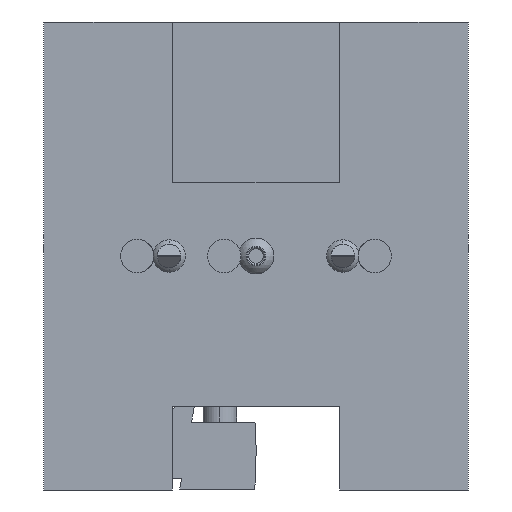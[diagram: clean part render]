
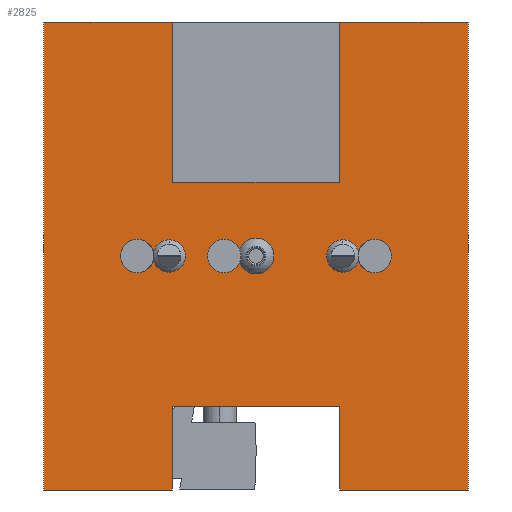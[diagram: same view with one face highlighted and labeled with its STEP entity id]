
A CAD part, left-side view. The second image highlights one B-rep face of the part: STEP entity #2825.
In plain terms, the highlighted planar face has unit normal (-1, 0, 0).
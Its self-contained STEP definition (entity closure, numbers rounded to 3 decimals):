
#132=CARTESIAN_POINT('',(-90.,-24.6,22.4));
#133=DIRECTION('',(1.,0.,0.));
#134=DIRECTION('',(0.,-1.,0.));
#135=AXIS2_PLACEMENT_3D('',#132,#133,#134);
#155=DIRECTION('',(0.,0.,-1.));
#156=VECTOR('',#155,47.6);
#157=CARTESIAN_POINT('',(-90.,25.,70.));
#158=LINE('',#157,#156);
#159=DIRECTION('',(0.,1.,0.));
#160=VECTOR('',#159,49.2);
#161=CARTESIAN_POINT('',(-90.,-24.6,22.));
#162=LINE('',#161,#160);
#163=DIRECTION('',(0.,0.,-1.));
#164=VECTOR('',#163,47.6);
#165=CARTESIAN_POINT('',(-90.,-25.,70.));
#166=LINE('',#165,#164);
#167=DIRECTION('',(0.,-1.,0.));
#168=VECTOR('',#167,38.5);
#169=CARTESIAN_POINT('',(-90.,-25.,70.));
#170=LINE('',#169,#168);
#171=DIRECTION('',(0.,0.,-1.));
#172=VECTOR('',#171,140.);
#173=CARTESIAN_POINT('',(-90.,-63.5,70.));
#174=LINE('',#173,#172);
#175=DIRECTION('',(0.,1.,0.));
#176=VECTOR('',#175,38.5);
#177=CARTESIAN_POINT('',(-90.,-63.5,-70.));
#178=LINE('',#177,#176);
#179=DIRECTION('',(0.,0.,1.));
#180=VECTOR('',#179,25.);
#181=CARTESIAN_POINT('',(-90.,-25.,-70.));
#182=LINE('',#181,#180);
#183=DIRECTION('',(0.,-1.,0.));
#184=VECTOR('',#183,50.);
#185=CARTESIAN_POINT('',(-90.,25.,-45.));
#186=LINE('',#185,#184);
#187=DIRECTION('',(0.,0.,1.));
#188=VECTOR('',#187,25.);
#189=CARTESIAN_POINT('',(-90.,25.,-70.));
#190=LINE('',#189,#188);
#191=DIRECTION('',(0.,1.,0.));
#192=VECTOR('',#191,38.5);
#193=CARTESIAN_POINT('',(-90.,25.,-70.));
#194=LINE('',#193,#192);
#195=DIRECTION('',(0.,-1.,0.));
#196=VECTOR('',#195,38.5);
#197=CARTESIAN_POINT('',(-90.,63.5,70.));
#198=LINE('',#197,#196);
#199=CARTESIAN_POINT('',(-90.,0.,0.));
#200=DIRECTION('',(-1.,0.,0.));
#201=DIRECTION('',(0.,-1.,0.));
#202=AXIS2_PLACEMENT_3D('',#199,#200,#201);
#204=CARTESIAN_POINT('',(-90.,0.,0.));
#205=DIRECTION('',(-1.,0.,0.));
#206=DIRECTION('',(0.,1.,0.));
#207=AXIS2_PLACEMENT_3D('',#204,#205,#206);
#209=CARTESIAN_POINT('',(-90.,26.,0.));
#210=DIRECTION('',(1.,0.,0.));
#211=DIRECTION('',(0.,0.,-1.));
#212=AXIS2_PLACEMENT_3D('',#209,#210,#211);
#214=CARTESIAN_POINT('',(-90.,26.,0.));
#215=DIRECTION('',(1.,0.,0.));
#216=DIRECTION('',(0.,0.,1.));
#217=AXIS2_PLACEMENT_3D('',#214,#215,#216);
#219=CARTESIAN_POINT('',(-90.,26.,0.));
#220=DIRECTION('',(1.,0.,0.));
#221=DIRECTION('',(0.,0.964,0.267));
#222=AXIS2_PLACEMENT_3D('',#219,#220,#221);
#224=CARTESIAN_POINT('',(-90.,9.5,0.));
#225=DIRECTION('',(1.,0.,0.));
#226=DIRECTION('',(0.,0.,-1.));
#227=AXIS2_PLACEMENT_3D('',#224,#225,#226);
#229=CARTESIAN_POINT('',(-90.,9.5,0.));
#230=DIRECTION('',(1.,0.,0.));
#231=DIRECTION('',(0.,0.,1.));
#232=AXIS2_PLACEMENT_3D('',#229,#230,#231);
#234=CARTESIAN_POINT('',(-90.,-26.,0.));
#235=DIRECTION('',(1.,0.,0.));
#236=DIRECTION('',(0.,0.,1.));
#237=AXIS2_PLACEMENT_3D('',#234,#235,#236);
#239=CARTESIAN_POINT('',(-90.,-26.,0.));
#240=DIRECTION('',(1.,0.,0.));
#241=DIRECTION('',(0.,0.,-1.));
#242=AXIS2_PLACEMENT_3D('',#239,#240,#241);
#244=CARTESIAN_POINT('',(-90.,-26.,0.));
#245=DIRECTION('',(1.,0.,0.));
#246=DIRECTION('',(0.,-0.964,-0.267));
#247=AXIS2_PLACEMENT_3D('',#244,#245,#246);
#262=CARTESIAN_POINT('',(-90.,24.6,22.4));
#263=DIRECTION('',(1.,0.,0.));
#264=DIRECTION('',(0.,0.,-1.));
#265=AXIS2_PLACEMENT_3D('',#262,#263,#264);
#841=DIRECTION('',(0.,0.,-1.));
#842=VECTOR('',#841,140.);
#843=CARTESIAN_POINT('',(-90.,63.5,70.));
#844=LINE('',#843,#842);
#1684=CARTESIAN_POINT('',(-90.,35.5,0.));
#1685=DIRECTION('',(1.,0.,0.));
#1686=DIRECTION('',(0.,-0.966,-0.259));
#1687=AXIS2_PLACEMENT_3D('',#1684,#1685,#1686);
#1699=CARTESIAN_POINT('',(-90.,30.671,1.296));
#1711=CARTESIAN_POINT('',(-90.,30.671,-1.296));
#1891=CARTESIAN_POINT('',(-90.,-35.5,0.));
#1892=DIRECTION('',(1.,0.,0.));
#1893=DIRECTION('',(0.,0.966,0.259));
#1894=AXIS2_PLACEMENT_3D('',#1891,#1892,#1893);
#1896=CARTESIAN_POINT('',(-90.,-30.671,1.296));
#1913=CARTESIAN_POINT('',(-90.,-30.671,-1.296));
#2057=CARTESIAN_POINT('',(-90.,25.,-70.));
#2058=CARTESIAN_POINT('',(-90.,25.,-45.));
#2059=VERTEX_POINT('',#2057);
#2060=VERTEX_POINT('',#2058);
#2061=CARTESIAN_POINT('',(-90.,-25.,-45.));
#2062=VERTEX_POINT('',#2061);
#2063=CARTESIAN_POINT('',(-90.,-25.,-70.));
#2064=VERTEX_POINT('',#2063);
#2089=CARTESIAN_POINT('',(-90.,63.5,70.));
#2091=VERTEX_POINT('',#2089);
#2094=CARTESIAN_POINT('',(-90.,-63.5,70.));
#2096=VERTEX_POINT('',#2094);
#2097=CARTESIAN_POINT('',(-90.,63.5,-70.));
#2099=VERTEX_POINT('',#2097);
#2102=CARTESIAN_POINT('',(-90.,-63.5,-70.));
#2104=VERTEX_POINT('',#2102);
#2117=CARTESIAN_POINT('',(-90.,25.,70.));
#2118=VERTEX_POINT('',#2117);
#2119=CARTESIAN_POINT('',(-90.,-25.,70.));
#2120=VERTEX_POINT('',#2119);
#2166=CARTESIAN_POINT('',(-90.,-24.6,22.));
#2168=VERTEX_POINT('',#2166);
#2170=CARTESIAN_POINT('',(-90.,-25.,22.4));
#2172=VERTEX_POINT('',#2170);
#2174=CARTESIAN_POINT('',(-90.,25.,22.4));
#2176=VERTEX_POINT('',#2174);
#2178=CARTESIAN_POINT('',(-90.,24.6,22.));
#2180=VERTEX_POINT('',#2178);
#2225=CARTESIAN_POINT('',(-90.,26.,4.847));
#2226=CARTESIAN_POINT('',(-90.,26.,-4.847));
#2227=VERTEX_POINT('',#2225);
#2228=VERTEX_POINT('',#2226);
#2241=CARTESIAN_POINT('',(-90.,-26.,-4.847));
#2242=CARTESIAN_POINT('',(-90.,-26.,4.847));
#2243=VERTEX_POINT('',#2241);
#2244=VERTEX_POINT('',#2242);
#2257=CARTESIAN_POINT('',(-90.,-5.383,0.));
#2258=CARTESIAN_POINT('',(-90.,5.383,0.));
#2259=VERTEX_POINT('',#2257);
#2260=VERTEX_POINT('',#2258);
#2269=VERTEX_POINT('',#1711);
#2270=VERTEX_POINT('',#1699);
#2279=CARTESIAN_POINT('',(-90.,9.5,-3.3));
#2280=CARTESIAN_POINT('',(-90.,9.5,3.3));
#2281=VERTEX_POINT('',#2279);
#2282=VERTEX_POINT('',#2280);
#2283=VERTEX_POINT('',#1896);
#2286=VERTEX_POINT('',#1913);
#2763=CARTESIAN_POINT('',(-90.,0.,0.));
#2764=DIRECTION('',(-1.,0.,0.));
#2765=DIRECTION('',(0.,-1.,0.));
#2766=AXIS2_PLACEMENT_3D('',#2763,#2764,#2765);
#2767=PLANE('',#2766);
#2769=ORIENTED_EDGE('',*,*,#2768,.T.);
#2771=ORIENTED_EDGE('',*,*,#2770,.F.);
#2772=ORIENTED_EDGE('',*,*,#2747,.F.);
#2773=ORIENTED_EDGE('',*,*,#2736,.F.);
#2774=ORIENTED_EDGE('',*,*,#2722,.F.);
#2775=ORIENTED_EDGE('',*,*,#2689,.T.);
#2777=ORIENTED_EDGE('',*,*,#2776,.T.);
#2779=ORIENTED_EDGE('',*,*,#2778,.T.);
#2781=ORIENTED_EDGE('',*,*,#2780,.T.);
#2783=ORIENTED_EDGE('',*,*,#2782,.F.);
#2785=ORIENTED_EDGE('',*,*,#2784,.F.);
#2787=ORIENTED_EDGE('',*,*,#2786,.T.);
#2789=ORIENTED_EDGE('',*,*,#2788,.F.);
#2790=ORIENTED_EDGE('',*,*,#2663,.T.);
#2791=EDGE_LOOP('',(#2769,#2771,#2772,#2773,#2774,#2775,#2777,#2779,#2781,#2783,
#2785,#2787,#2789,#2790));
#2792=FACE_OUTER_BOUND('',#2791,.F.);
#2794=ORIENTED_EDGE('',*,*,#2793,.T.);
#2796=ORIENTED_EDGE('',*,*,#2795,.T.);
#2797=EDGE_LOOP('',(#2794,#2796));
#2798=FACE_BOUND('',#2797,.F.);
#2800=ORIENTED_EDGE('',*,*,#2799,.F.);
#2802=ORIENTED_EDGE('',*,*,#2801,.F.);
#2804=ORIENTED_EDGE('',*,*,#2803,.F.);
#2806=ORIENTED_EDGE('',*,*,#2805,.F.);
#2807=EDGE_LOOP('',(#2800,#2802,#2804,#2806));
#2808=FACE_BOUND('',#2807,.F.);
#2810=ORIENTED_EDGE('',*,*,#2809,.F.);
#2812=ORIENTED_EDGE('',*,*,#2811,.F.);
#2813=EDGE_LOOP('',(#2810,#2812));
#2814=FACE_BOUND('',#2813,.F.);
#2816=ORIENTED_EDGE('',*,*,#2815,.F.);
#2818=ORIENTED_EDGE('',*,*,#2817,.F.);
#2820=ORIENTED_EDGE('',*,*,#2819,.F.);
#2822=ORIENTED_EDGE('',*,*,#2821,.F.);
#2823=EDGE_LOOP('',(#2816,#2818,#2820,#2822));
#2824=FACE_BOUND('',#2823,.F.);
#2825=ADVANCED_FACE('',(#2792,#2798,#2808,#2814,#2824),#2767,.T.);
#136=CIRCLE('',#135,0.4);
#203=CIRCLE('',#202,5.383);
#208=CIRCLE('',#207,5.383);
#213=CIRCLE('',#212,4.847);
#218=CIRCLE('',#217,4.847);
#223=CIRCLE('',#222,4.847);
#228=CIRCLE('',#227,3.3);
#233=CIRCLE('',#232,3.3);
#238=CIRCLE('',#237,4.847);
#243=CIRCLE('',#242,4.847);
#248=CIRCLE('',#247,4.847);
#266=CIRCLE('',#265,0.4);
#1688=CIRCLE('',#1687,5.);
#1895=CIRCLE('',#1894,5.);
#2663=EDGE_CURVE('',#2091,#2118,#198,.T.);
#2689=EDGE_CURVE('',#2120,#2096,#170,.T.);
#2722=EDGE_CURVE('',#2120,#2172,#166,.T.);
#2736=EDGE_CURVE('',#2172,#2168,#136,.T.);
#2747=EDGE_CURVE('',#2168,#2180,#162,.T.);
#2768=EDGE_CURVE('',#2118,#2176,#158,.T.);
#2770=EDGE_CURVE('',#2180,#2176,#266,.T.);
#2776=EDGE_CURVE('',#2096,#2104,#174,.T.);
#2778=EDGE_CURVE('',#2104,#2064,#178,.T.);
#2780=EDGE_CURVE('',#2064,#2062,#182,.T.);
#2782=EDGE_CURVE('',#2060,#2062,#186,.T.);
#2784=EDGE_CURVE('',#2059,#2060,#190,.T.);
#2786=EDGE_CURVE('',#2059,#2099,#194,.T.);
#2788=EDGE_CURVE('',#2091,#2099,#844,.T.);
#2793=EDGE_CURVE('',#2259,#2260,#203,.T.);
#2795=EDGE_CURVE('',#2260,#2259,#208,.T.);
#2799=EDGE_CURVE('',#2269,#2270,#1688,.T.);
#2801=EDGE_CURVE('',#2228,#2269,#213,.T.);
#2803=EDGE_CURVE('',#2227,#2228,#218,.T.);
#2805=EDGE_CURVE('',#2270,#2227,#223,.T.);
#2809=EDGE_CURVE('',#2281,#2282,#228,.T.);
#2811=EDGE_CURVE('',#2282,#2281,#233,.T.);
#2815=EDGE_CURVE('',#2283,#2286,#1895,.T.);
#2817=EDGE_CURVE('',#2244,#2283,#238,.T.);
#2819=EDGE_CURVE('',#2243,#2244,#243,.T.);
#2821=EDGE_CURVE('',#2286,#2243,#248,.T.);
